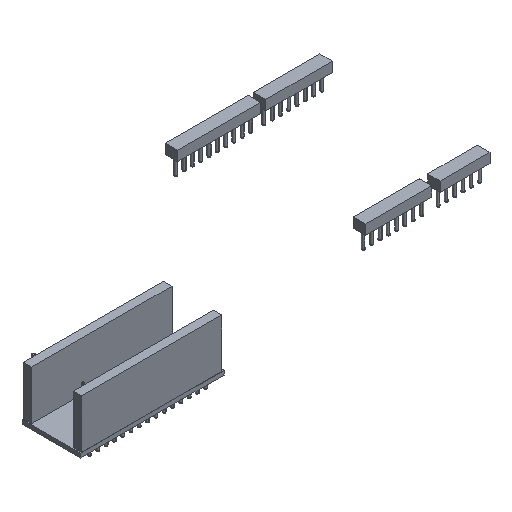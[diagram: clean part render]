
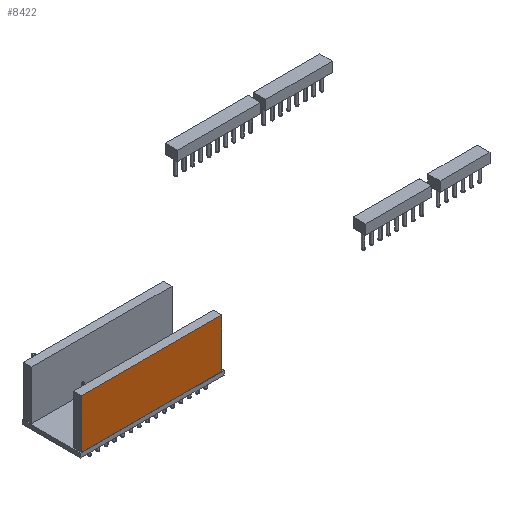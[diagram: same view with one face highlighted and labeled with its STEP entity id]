
A CAD part, isometric view. The second image highlights one B-rep face of the part: STEP entity #8422.
In plain terms, the highlighted face is planar.
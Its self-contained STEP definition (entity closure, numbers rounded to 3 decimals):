
#8397 = VERTEX_POINT('',#8398);
#8398 = CARTESIAN_POINT('',(-21.463,-1.27,15.));
#8404 = EDGE_CURVE('',#8405,#8397,#8407,.T.);
#8405 = VERTEX_POINT('',#8406);
#8406 = CARTESIAN_POINT('',(-21.463,-1.27,0.));
#8407 = LINE('',#8408,#8409);
#8408 = CARTESIAN_POINT('',(-21.463,-1.27,0.));
#8409 = VECTOR('',#8410,1.);
#8410 = DIRECTION('',(0.,0.,1.));
#8422 = ADVANCED_FACE('',(#8423),#8448,.T.);
#8423 = FACE_BOUND('',#8424,.T.);
#8424 = EDGE_LOOP('',(#8425,#8426,#8434,#8442));
#8425 = ORIENTED_EDGE('',*,*,#8404,.T.);
#8426 = ORIENTED_EDGE('',*,*,#8427,.T.);
#8427 = EDGE_CURVE('',#8397,#8428,#8430,.T.);
#8428 = VERTEX_POINT('',#8429);
#8429 = CARTESIAN_POINT('',(21.463,-1.27,15.));
#8430 = LINE('',#8431,#8432);
#8431 = CARTESIAN_POINT('',(-21.463,-1.27,15.));
#8432 = VECTOR('',#8433,1.);
#8433 = DIRECTION('',(1.,0.,0.));
#8434 = ORIENTED_EDGE('',*,*,#8435,.F.);
#8435 = EDGE_CURVE('',#8436,#8428,#8438,.T.);
#8436 = VERTEX_POINT('',#8437);
#8437 = CARTESIAN_POINT('',(21.463,-1.27,0.));
#8438 = LINE('',#8439,#8440);
#8439 = CARTESIAN_POINT('',(21.463,-1.27,0.));
#8440 = VECTOR('',#8441,1.);
#8441 = DIRECTION('',(0.,0.,1.));
#8442 = ORIENTED_EDGE('',*,*,#8443,.F.);
#8443 = EDGE_CURVE('',#8405,#8436,#8444,.T.);
#8444 = LINE('',#8445,#8446);
#8445 = CARTESIAN_POINT('',(-21.463,-1.27,0.));
#8446 = VECTOR('',#8447,1.);
#8447 = DIRECTION('',(1.,0.,0.));
#8448 = PLANE('',#8449);
#8449 = AXIS2_PLACEMENT_3D('',#8450,#8451,#8452);
#8450 = CARTESIAN_POINT('',(-21.463,-1.27,0.));
#8451 = DIRECTION('',(0.,1.,0.));
#8452 = DIRECTION('',(1.,0.,0.));
